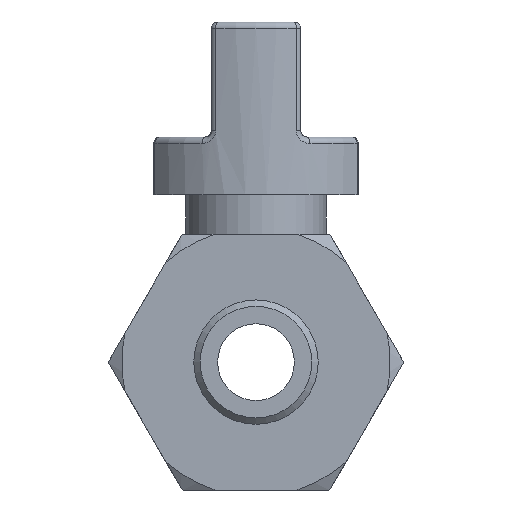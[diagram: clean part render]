
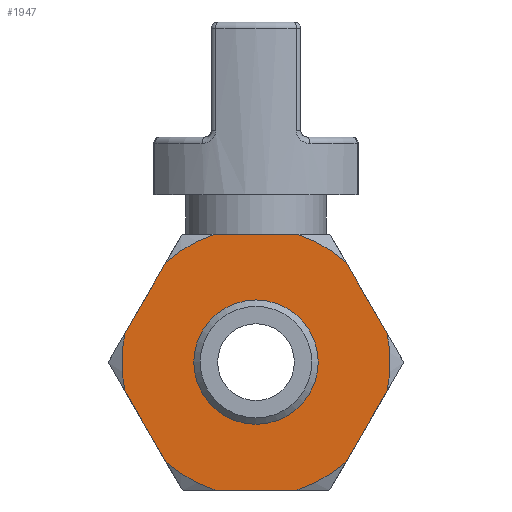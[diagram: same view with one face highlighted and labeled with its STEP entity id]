
A CAD part, front view. The second image highlights one B-rep face of the part: STEP entity #1947.
In plain terms, the highlighted planar face has unit normal (0, -1, 0).
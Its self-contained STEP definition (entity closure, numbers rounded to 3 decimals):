
#136=LINE('',#3212,#213);
#137=LINE('',#3229,#214);
#141=LINE('',#3253,#218);
#142=LINE('',#3260,#219);
#143=LINE('',#3272,#220);
#144=LINE('',#3284,#221);
#213=VECTOR('',#2567,1000.);
#214=VECTOR('',#2570,1000.);
#218=VECTOR('',#2582,1000.);
#219=VECTOR('',#2585,1000.);
#220=VECTOR('',#2588,1000.);
#221=VECTOR('',#2591,1000.);
#293=PLANE('',#2165);
#701=ORIENTED_EDGE('',*,*,#927,.T.);
#702=ORIENTED_EDGE('',*,*,#957,.T.);
#703=ORIENTED_EDGE('',*,*,#929,.T.);
#704=ORIENTED_EDGE('',*,*,#958,.T.);
#705=ORIENTED_EDGE('',*,*,#932,.T.);
#706=ORIENTED_EDGE('',*,*,#959,.T.);
#707=ORIENTED_EDGE('',*,*,#935,.T.);
#708=ORIENTED_EDGE('',*,*,#960,.T.);
#709=ORIENTED_EDGE('',*,*,#914,.T.);
#710=ORIENTED_EDGE('',*,*,#961,.T.);
#711=ORIENTED_EDGE('',*,*,#918,.T.);
#712=ORIENTED_EDGE('',*,*,#962,.T.);
#713=ORIENTED_EDGE('',*,*,#956,.T.);
#914=EDGE_CURVE('',#1075,#1076,#136,.T.);
#918=EDGE_CURVE('',#1078,#1077,#137,.T.);
#927=EDGE_CURVE('',#1086,#1085,#141,.T.);
#929=EDGE_CURVE('',#1087,#1088,#142,.T.);
#932=EDGE_CURVE('',#1089,#1090,#143,.T.);
#935=EDGE_CURVE('',#1091,#1092,#144,.T.);
#956=EDGE_CURVE('',#1105,#1105,#1207,.T.);
#957=EDGE_CURVE('',#1085,#1087,#1208,.F.);
#958=EDGE_CURVE('',#1088,#1089,#1209,.F.);
#959=EDGE_CURVE('',#1090,#1091,#1210,.F.);
#960=EDGE_CURVE('',#1092,#1075,#1211,.F.);
#961=EDGE_CURVE('',#1076,#1078,#1212,.F.);
#962=EDGE_CURVE('',#1077,#1086,#1213,.F.);
#1075=VERTEX_POINT('',#3213);
#1076=VERTEX_POINT('',#3214);
#1077=VERTEX_POINT('',#3228);
#1078=VERTEX_POINT('',#3230);
#1085=VERTEX_POINT('',#3252);
#1086=VERTEX_POINT('',#3254);
#1087=VERTEX_POINT('',#3261);
#1088=VERTEX_POINT('',#3262);
#1089=VERTEX_POINT('',#3273);
#1090=VERTEX_POINT('',#3274);
#1091=VERTEX_POINT('',#3285);
#1092=VERTEX_POINT('',#3286);
#1105=VERTEX_POINT('',#3340);
#1207=CIRCLE('',#2164,4.864);
#1208=CIRCLE('',#2166,10.5);
#1209=CIRCLE('',#2167,10.5);
#1210=CIRCLE('',#2168,10.5);
#1211=CIRCLE('',#2169,10.5);
#1212=CIRCLE('',#2170,10.5);
#1213=CIRCLE('',#2171,10.5);
#1328=EDGE_LOOP('',(#701,#702,#703,#704,#705,#706,#707,#708,#709,#710,#711,
#712));
#1329=EDGE_LOOP('',(#713));
#1452=FACE_BOUND('',#1328,.T.);
#1453=FACE_BOUND('',#1329,.T.);
#1947=ADVANCED_FACE('',(#1452,#1453),#293,.F.);
#2164=AXIS2_PLACEMENT_3D('',#3339,#2647,#2648);
#2165=AXIS2_PLACEMENT_3D('',#3341,#2649,#2650);
#2166=AXIS2_PLACEMENT_3D('',#3342,#2651,#2652);
#2167=AXIS2_PLACEMENT_3D('',#3343,#2653,#2654);
#2168=AXIS2_PLACEMENT_3D('',#3344,#2655,#2656);
#2169=AXIS2_PLACEMENT_3D('',#3345,#2657,#2658);
#2170=AXIS2_PLACEMENT_3D('',#3346,#2659,#2660);
#2171=AXIS2_PLACEMENT_3D('',#3347,#2661,#2662);
#2567=DIRECTION('',(-0.5,0.,0.866));
#2570=DIRECTION('',(-1.,0.,0.));
#2582=DIRECTION('',(-0.5,0.,-0.866));
#2585=DIRECTION('',(0.5,0.,-0.866));
#2588=DIRECTION('',(1.,0.,0.));
#2591=DIRECTION('',(0.5,0.,0.866));
#2647=DIRECTION('',(0.,1.,0.));
#2648=DIRECTION('',(1.,0.,0.));
#2649=DIRECTION('',(0.,1.,0.));
#2650=DIRECTION('',(0.,0.,1.));
#2651=DIRECTION('',(0.,1.,0.));
#2652=DIRECTION('',(0.,0.,1.));
#2653=DIRECTION('',(0.,1.,0.));
#2654=DIRECTION('',(0.,0.,1.));
#2655=DIRECTION('',(0.,1.,0.));
#2656=DIRECTION('',(0.,0.,1.));
#2657=DIRECTION('',(0.,1.,0.));
#2658=DIRECTION('',(0.,0.,1.));
#2659=DIRECTION('',(0.,1.,0.));
#2660=DIRECTION('',(0.,0.,1.));
#2661=DIRECTION('',(0.,1.,0.));
#2662=DIRECTION('',(0.,0.,1.));
#3212=CARTESIAN_POINT('',(11.547,-10.,0.));
#3213=CARTESIAN_POINT('',(10.261,-10.,2.227));
#3214=CARTESIAN_POINT('',(7.059,-10.,7.773));
#3228=CARTESIAN_POINT('',(-3.202,-10.,10.));
#3229=CARTESIAN_POINT('',(5.774,-10.,10.));
#3230=CARTESIAN_POINT('',(3.202,-10.,10.));
#3252=CARTESIAN_POINT('',(-10.261,-10.,2.227));
#3253=CARTESIAN_POINT('',(-5.774,-10.,10.));
#3254=CARTESIAN_POINT('',(-7.059,-10.,7.773));
#3260=CARTESIAN_POINT('',(-11.547,-10.,0.));
#3261=CARTESIAN_POINT('',(-10.261,-10.,-2.227));
#3262=CARTESIAN_POINT('',(-7.059,-10.,-7.773));
#3272=CARTESIAN_POINT('',(-5.774,-10.,-10.));
#3273=CARTESIAN_POINT('',(-3.202,-10.,-10.));
#3274=CARTESIAN_POINT('',(3.202,-10.,-10.));
#3284=CARTESIAN_POINT('',(5.774,-10.,-10.));
#3285=CARTESIAN_POINT('',(7.059,-10.,-7.773));
#3286=CARTESIAN_POINT('',(10.261,-10.,-2.227));
#3339=CARTESIAN_POINT('',(0.,-10.,0.));
#3340=CARTESIAN_POINT('',(4.864,-10.,0.));
#3341=CARTESIAN_POINT('',(0.,-10.,0.));
#3342=CARTESIAN_POINT('',(0.,-10.,0.));
#3343=CARTESIAN_POINT('',(0.,-10.,0.));
#3344=CARTESIAN_POINT('',(0.,-10.,0.));
#3345=CARTESIAN_POINT('',(0.,-10.,0.));
#3346=CARTESIAN_POINT('',(0.,-10.,0.));
#3347=CARTESIAN_POINT('',(0.,-10.,0.));
